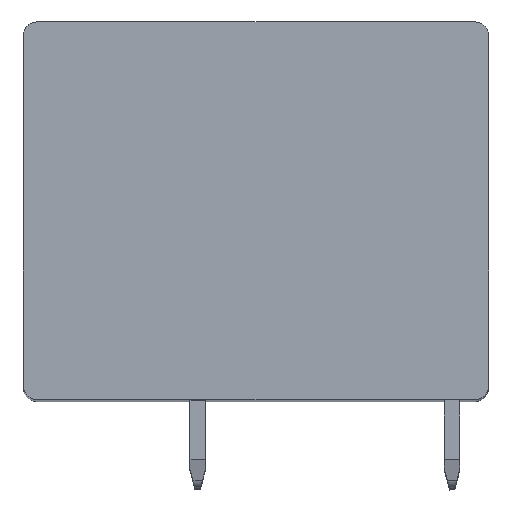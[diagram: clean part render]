
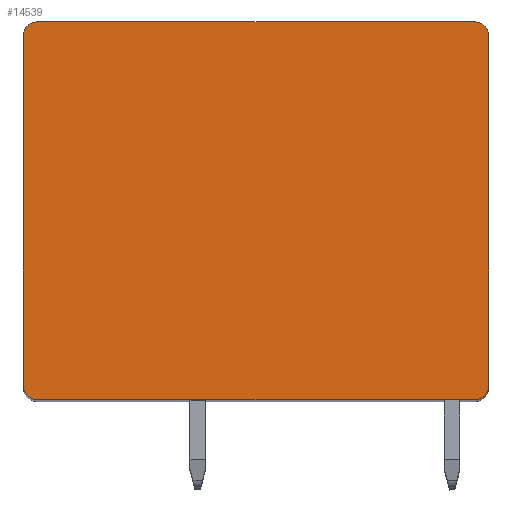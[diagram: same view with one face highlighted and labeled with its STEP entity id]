
A CAD part, top view. The second image highlights one B-rep face of the part: STEP entity #14539.
In plain terms, the highlighted planar face has unit normal (0, 0, 1).
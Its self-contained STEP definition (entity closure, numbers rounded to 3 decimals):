
#5638=CARTESIAN_POINT('',(-11.375,9.1,50.55));
#5639=DIRECTION('',(0.,0.,1.));
#5640=DIRECTION('',(0.,1.,0.));
#5641=AXIS2_PLACEMENT_3D('',#5638,#5639,#5640);
#5643=DIRECTION('',(-1.,0.,0.));
#5644=VECTOR('',#5643,22.75);
#5645=CARTESIAN_POINT('',(11.375,9.8,50.55));
#5646=LINE('',#5645,#5644);
#5647=CARTESIAN_POINT('',(11.375,9.1,50.55));
#5648=DIRECTION('',(0.,0.,1.));
#5649=DIRECTION('',(1.,0.,0.));
#5650=AXIS2_PLACEMENT_3D('',#5647,#5648,#5649);
#5652=DIRECTION('',(0.,1.,0.));
#5653=VECTOR('',#5652,18.2);
#5654=CARTESIAN_POINT('',(12.075,-9.1,50.55));
#5655=LINE('',#5654,#5653);
#5656=CARTESIAN_POINT('',(11.375,-9.1,50.55));
#5657=DIRECTION('',(0.,0.,1.));
#5658=DIRECTION('',(0.,-1.,0.));
#5659=AXIS2_PLACEMENT_3D('',#5656,#5657,#5658);
#5661=DIRECTION('',(1.,0.,0.));
#5662=VECTOR('',#5661,22.75);
#5663=CARTESIAN_POINT('',(-11.375,-9.8,50.55));
#5664=LINE('',#5663,#5662);
#5665=CARTESIAN_POINT('',(-11.375,-9.1,50.55));
#5666=DIRECTION('',(0.,0.,1.));
#5667=DIRECTION('',(-1.,0.,0.));
#5668=AXIS2_PLACEMENT_3D('',#5665,#5666,#5667);
#5670=DIRECTION('',(0.,-1.,0.));
#5671=VECTOR('',#5670,18.2);
#5672=CARTESIAN_POINT('',(-12.075,9.1,50.55));
#5673=LINE('',#5672,#5671);
#5891=CARTESIAN_POINT('',(-11.375,9.8,50.55));
#5892=CARTESIAN_POINT('',(-12.075,9.1,50.55));
#5893=VERTEX_POINT('',#5891);
#5894=VERTEX_POINT('',#5892);
#5899=CARTESIAN_POINT('',(12.075,9.1,50.55));
#5900=VERTEX_POINT('',#5899);
#5901=CARTESIAN_POINT('',(11.375,9.8,50.55));
#5902=VERTEX_POINT('',#5901);
#5907=CARTESIAN_POINT('',(11.375,-9.8,50.55));
#5908=VERTEX_POINT('',#5907);
#5909=CARTESIAN_POINT('',(12.075,-9.1,50.55));
#5910=VERTEX_POINT('',#5909);
#5915=CARTESIAN_POINT('',(-12.075,-9.1,50.55));
#5916=VERTEX_POINT('',#5915);
#5917=CARTESIAN_POINT('',(-11.375,-9.8,50.55));
#5918=VERTEX_POINT('',#5917);
#14524=CARTESIAN_POINT('',(0.,0.,50.55));
#14525=DIRECTION('',(0.,0.,1.));
#14526=DIRECTION('',(1.,0.,0.));
#14527=AXIS2_PLACEMENT_3D('',#14524,#14525,#14526);
#14528=PLANE('',#14527);
#14529=ORIENTED_EDGE('',*,*,#7206,.F.);
#14530=ORIENTED_EDGE('',*,*,#7628,.F.);
#14531=ORIENTED_EDGE('',*,*,#8989,.F.);
#14532=ORIENTED_EDGE('',*,*,#9004,.F.);
#14533=ORIENTED_EDGE('',*,*,#9017,.F.);
#14534=ORIENTED_EDGE('',*,*,#9032,.F.);
#14535=ORIENTED_EDGE('',*,*,#10067,.F.);
#14536=ORIENTED_EDGE('',*,*,#10079,.F.);
#14537=EDGE_LOOP('',(#14529,#14530,#14531,#14532,#14533,#14534,#14535,#14536));
#14538=FACE_OUTER_BOUND('',#14537,.F.);
#5642=CIRCLE('',#5641,0.7);
#5651=CIRCLE('',#5650,0.7);
#5660=CIRCLE('',#5659,0.7);
#5669=CIRCLE('',#5668,0.7);
#7206=EDGE_CURVE('',#5893,#5894,#5642,.T.);
#7628=EDGE_CURVE('',#5902,#5893,#5646,.T.);
#8989=EDGE_CURVE('',#5900,#5902,#5651,.T.);
#9004=EDGE_CURVE('',#5910,#5900,#5655,.T.);
#9017=EDGE_CURVE('',#5908,#5910,#5660,.T.);
#9032=EDGE_CURVE('',#5918,#5908,#5664,.T.);
#10067=EDGE_CURVE('',#5916,#5918,#5669,.T.);
#10079=EDGE_CURVE('',#5894,#5916,#5673,.T.);
#14539=ADVANCED_FACE('',(#14538),#14528,.T.);
